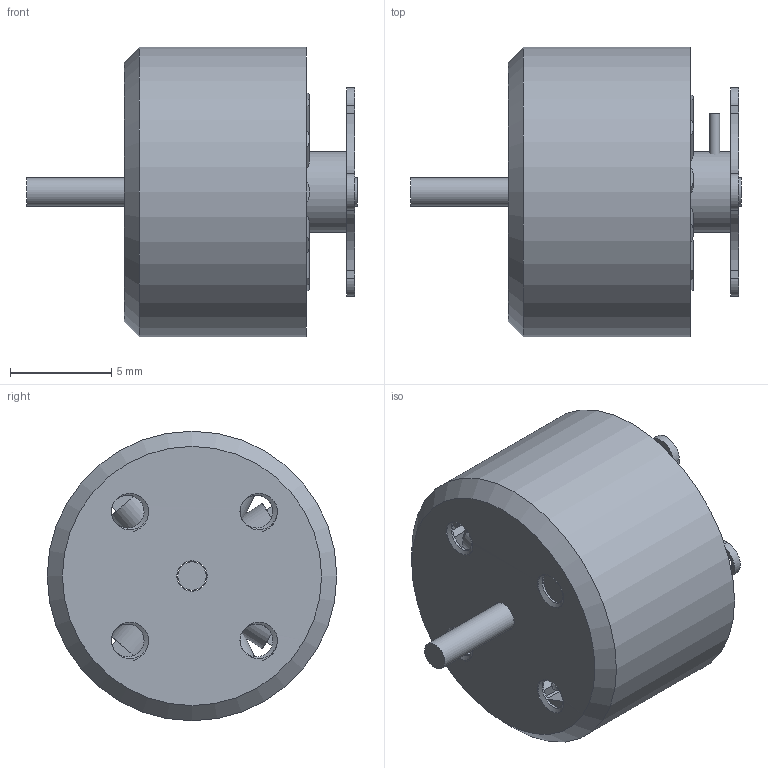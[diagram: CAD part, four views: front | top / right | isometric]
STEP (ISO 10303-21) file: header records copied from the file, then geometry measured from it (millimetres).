
FILE_DESCRIPTION(/* description */ (''),/* implementation_level */ '2;1');
FILE_NAME(/* name */ 'motor-1104-7500kv.step',/* time_stamp */ '2025-11-25T22:25:31-05:00',/* author */ (''),/* organization */ (''),/* preprocessor_version */ 'ST-DEVELOPER v20.1',/* originating_system */ 'Autodesk Translation Framework v14.21.0.0',/* authorisation */ '');
FILE_SCHEMA (('AUTOMOTIVE_DESIGN { 1 0 10303 214 3 1 1 }'));
Length unit declared in the file: millimetre
Products named in the file (33): WYanHua-Motor Micro 1104 Brushless 1-2S 4300KV; Component2; Component3; Component4; Component5; Component6; Component7; Component8; Component9; Component10; Component11; Component12; Component13; Component14; Component15; Component16; Component17; Component18; Component19; Component20; Component21; Component22; Component23; Component24; Component25; Component26; Component27; Component28; Component29; Component30; Component31; Component32; Component1
Assembly tree (32 placements, depth 2):
  WYanHua-Motor Micro 1104 Brushless 1-2S 4300KV
    Component2
    Component3
    Component4
    Component5
    Component6
    Component7
    Component8
    Component9
    Component10
    Component11
    Component12
    Component13
    Component14
    Component15
    Component16
    Component17
    Component18
    Component19
    Component20
    Component21
    Component22
    Component23
    Component24
    Component25
    Component26
    Component27
    Component28
    Component29
    Component30
    Component31
    Component32
    Component1
Bounding box: 16.3 x 14.3 x 14.3 mm (x, y, z)
Volume: 831.4 mm3; surface area: 3320.9 mm2
Topology: 32 solids, 32 shells, 359 faces, 916 edges, 622 vertices
Faces by surface type: plane 246, cylinder 95, bspline 16, cone 2
Full cylindrical faces by diameter (mm): 0.5 x3, 1.4 x1, 1.5 x2, 2 x1, 3 x1, 4 x1, 13.3 x1, 14.3 x1
Entity records: 17250 total; most frequent: CARTESIAN_POINT 7509, ORIENTED_EDGE 1832, DIRECTION 1760, EDGE_CURVE 916, LINE 624, VECTOR 624, VERTEX_POINT 622, AXIS2_PLACEMENT_3D 568
